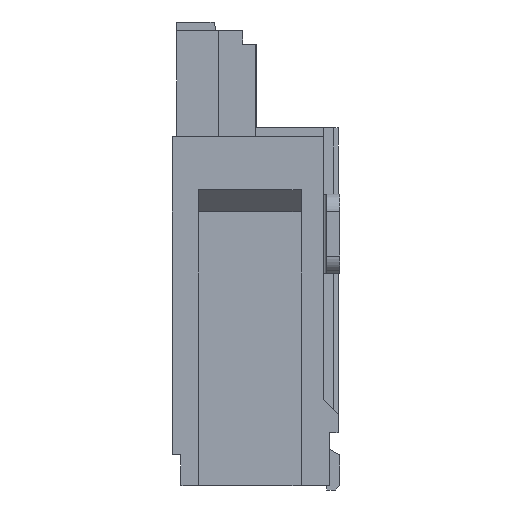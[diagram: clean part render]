
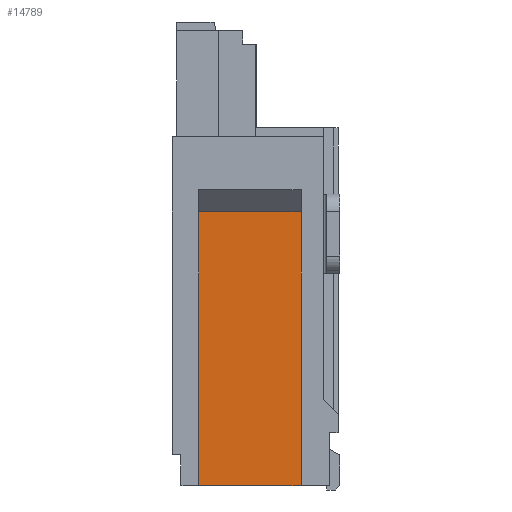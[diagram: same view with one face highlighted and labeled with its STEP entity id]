
A CAD part, left-side view. The second image highlights one B-rep face of the part: STEP entity #14789.
In plain terms, the highlighted planar face has unit normal (-1, 0, 0).
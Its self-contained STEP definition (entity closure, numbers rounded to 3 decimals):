
#5407=DIRECTION('',(0.,-1.,0.));
#5408=VECTOR('',#5407,1.16);
#5409=CARTESIAN_POINT('',(-3.6,1.58,-4.05));
#5410=LINE('',#5409,#5408);
#5431=DIRECTION('',(0.,1.,0.));
#5432=VECTOR('',#5431,1.16);
#5433=CARTESIAN_POINT('',(-3.6,0.42,-0.95));
#5434=LINE('',#5433,#5432);
#5435=DIRECTION('',(0.,0.,1.));
#5436=VECTOR('',#5435,3.1);
#5437=CARTESIAN_POINT('',(-3.6,1.58,-4.05));
#5438=LINE('',#5437,#5436);
#5447=DIRECTION('',(0.,0.,1.));
#5448=VECTOR('',#5447,3.1);
#5449=CARTESIAN_POINT('',(-3.6,0.42,-4.05));
#5450=LINE('',#5449,#5448);
#5620=CARTESIAN_POINT('',(-3.6,1.58,-4.05));
#5621=CARTESIAN_POINT('',(-3.6,0.42,-4.05));
#5622=VERTEX_POINT('',#5620);
#5623=VERTEX_POINT('',#5621);
#5690=CARTESIAN_POINT('',(-3.6,1.58,-0.95));
#5692=VERTEX_POINT('',#5690);
#5696=CARTESIAN_POINT('',(-3.6,0.42,-0.95));
#5697=VERTEX_POINT('',#5696);
#14775=CARTESIAN_POINT('',(-3.6,1.58,-4.05));
#14776=DIRECTION('',(1.,0.,0.));
#14777=DIRECTION('',(0.,-1.,0.));
#14778=AXIS2_PLACEMENT_3D('',#14775,#14776,#14777);
#14779=PLANE('',#14778);
#14781=ORIENTED_EDGE('',*,*,#14780,.F.);
#14783=ORIENTED_EDGE('',*,*,#14782,.F.);
#14784=ORIENTED_EDGE('',*,*,#14760,.F.);
#14786=ORIENTED_EDGE('',*,*,#14785,.T.);
#14787=EDGE_LOOP('',(#14781,#14783,#14784,#14786));
#14788=FACE_OUTER_BOUND('',#14787,.F.);
#14789=ADVANCED_FACE('',(#14788),#14779,.F.);
#14760=EDGE_CURVE('',#5622,#5623,#5410,.T.);
#14780=EDGE_CURVE('',#5697,#5692,#5434,.T.);
#14782=EDGE_CURVE('',#5623,#5697,#5450,.T.);
#14785=EDGE_CURVE('',#5622,#5692,#5438,.T.);
